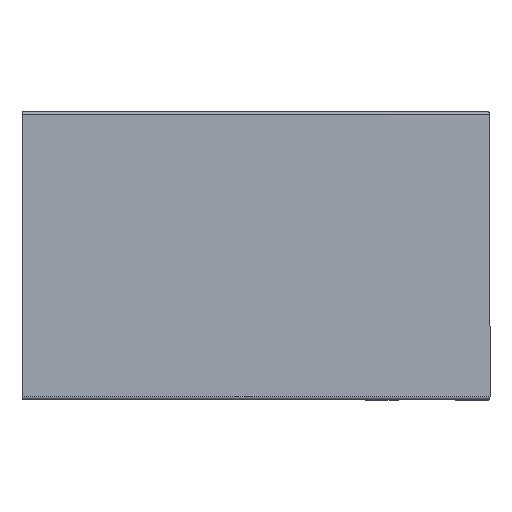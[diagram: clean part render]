
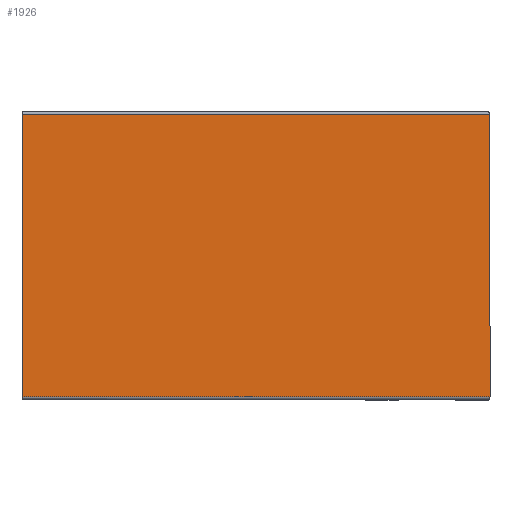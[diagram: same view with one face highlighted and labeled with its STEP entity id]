
A CAD part, top view. The second image highlights one B-rep face of the part: STEP entity #1926.
In plain terms, the highlighted planar face has unit normal (0, 0, 1).
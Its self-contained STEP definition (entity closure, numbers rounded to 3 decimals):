
#62 = CARTESIAN_POINT ( 'NONE',  ( 196., 1., 1. ) ) ;
#323 = DIRECTION ( 'NONE',  ( 0., -1., 0. ) ) ;
#712 = CARTESIAN_POINT ( 'NONE',  ( 0., 119.4, 1. ) ) ;
#775 = VERTEX_POINT ( 'NONE', #62 ) ;
#927 = VERTEX_POINT ( 'NONE', #8379 ) ;
#944 = EDGE_CURVE ( 'NONE', #7089, #1023, #6281, .T. ) ;
#1023 = VERTEX_POINT ( 'NONE', #7817 ) ;
#1331 = AXIS2_PLACEMENT_3D ( 'NONE', #712, #8070, #1987 ) ;
#1412 = VECTOR ( 'NONE', #2079, 1000. ) ;
#1926 = ADVANCED_FACE ( 'NONE', ( #5237 ), #2673, .T. ) ;
#1987 = DIRECTION ( 'NONE',  ( 0., -1., 0. ) ) ;
#2036 = LINE ( 'NONE', #3426, #1412 ) ;
#2079 = DIRECTION ( 'NONE',  ( 1., 0., 0. ) ) ;
#2471 = DIRECTION ( 'NONE',  ( 0., 1., 0. ) ) ;
#2665 = CARTESIAN_POINT ( 'NONE',  ( 0., 119.4, 1. ) ) ;
#2673 = PLANE ( 'NONE',  #1331 ) ;
#2806 = LINE ( 'NONE', #6889, #7245 ) ;
#3426 = CARTESIAN_POINT ( 'NONE',  ( 0., 1., 1. ) ) ;
#3691 = CARTESIAN_POINT ( 'NONE',  ( 196., 119.4, 1. ) ) ;
#3724 = CARTESIAN_POINT ( 'NONE',  ( 0., 119.4, 1. ) ) ;
#3736 = ORIENTED_EDGE ( 'NONE', *, *, #4419, .T. ) ;
#3913 = VECTOR ( 'NONE', #2471, 1000. ) ;
#4419 = EDGE_CURVE ( 'NONE', #775, #1023, #8433, .T. ) ;
#4609 = EDGE_CURVE ( 'NONE', #7089, #927, #2806, .T. ) ;
#4757 = ORIENTED_EDGE ( 'NONE', *, *, #944, .F. ) ;
#4973 = ORIENTED_EDGE ( 'NONE', *, *, #6373, .T. ) ;
#5237 = FACE_OUTER_BOUND ( 'NONE', #6220, .T. ) ;
#5669 = VECTOR ( 'NONE', #7634, 1000. ) ;
#6220 = EDGE_LOOP ( 'NONE', ( #4973, #3736, #4757, #6287 ) ) ;
#6281 = LINE ( 'NONE', #3724, #5669 ) ;
#6287 = ORIENTED_EDGE ( 'NONE', *, *, #4609, .T. ) ;
#6373 = EDGE_CURVE ( 'NONE', #927, #775, #2036, .T. ) ;
#6889 = CARTESIAN_POINT ( 'NONE',  ( 0., 119.4, 1. ) ) ;
#7089 = VERTEX_POINT ( 'NONE', #2665 ) ;
#7245 = VECTOR ( 'NONE', #323, 1000. ) ;
#7634 = DIRECTION ( 'NONE',  ( 1., 0., 0. ) ) ;
#7817 = CARTESIAN_POINT ( 'NONE',  ( 196., 119.4, 1. ) ) ;
#8070 = DIRECTION ( 'NONE',  ( 0., 0., 1. ) ) ;
#8379 = CARTESIAN_POINT ( 'NONE',  ( 0., 1., 1. ) ) ;
#8433 = LINE ( 'NONE', #3691, #3913 ) ;
